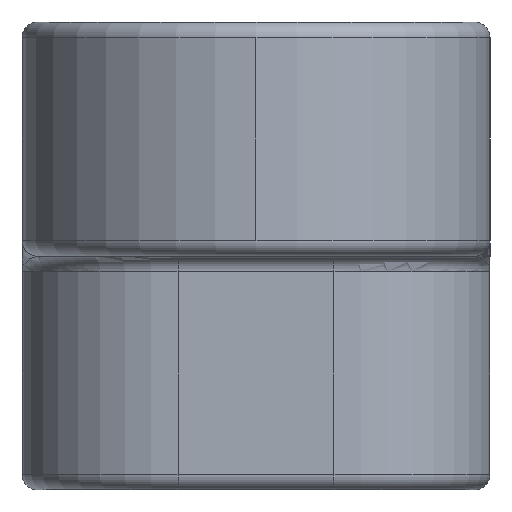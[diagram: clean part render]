
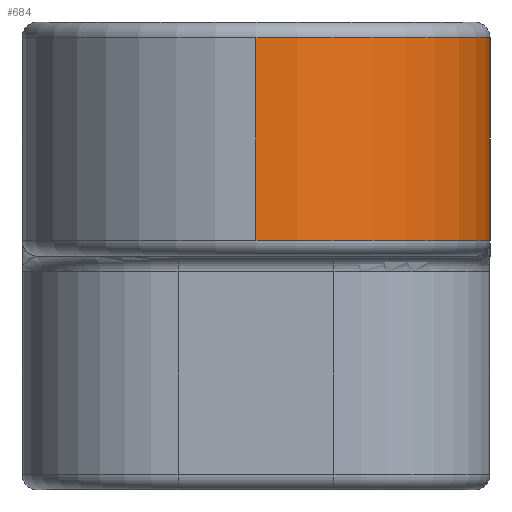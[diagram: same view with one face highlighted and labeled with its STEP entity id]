
A CAD part, left-side view. The second image highlights one B-rep face of the part: STEP entity #684.
In plain terms, the highlighted cylindrical face has radius 30 mm (diameter 60 mm), a partial arc.
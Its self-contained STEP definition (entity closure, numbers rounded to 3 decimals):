
#30 = EDGE_CURVE ( 'NONE', #535, #884, #723, .T. ) ;
#36 = VERTEX_POINT ( 'NONE', #1066 ) ;
#42 = EDGE_CURVE ( 'NONE', #535, #304, #771, .T. ) ;
#99 = CARTESIAN_POINT ( 'NONE',  ( -150., -30., 58. ) ) ;
#110 = VECTOR ( 'NONE', #791, 1000. ) ;
#120 = CARTESIAN_POINT ( 'NONE',  ( -180., 0., 60. ) ) ;
#176 = DIRECTION ( 'NONE',  ( 0., 0., -1. ) ) ;
#221 = ORIENTED_EDGE ( 'NONE', *, *, #996, .T. ) ;
#257 = EDGE_LOOP ( 'NONE', ( #1358, #221, #389, #377 ) ) ;
#304 = VERTEX_POINT ( 'NONE', #408 ) ;
#377 = ORIENTED_EDGE ( 'NONE', *, *, #42, .F. ) ;
#389 = ORIENTED_EDGE ( 'NONE', *, *, #1111, .T. ) ;
#408 = CARTESIAN_POINT ( 'NONE',  ( -150., -30., 32. ) ) ;
#416 = VECTOR ( 'NONE', #1374, 1000. ) ;
#430 = CARTESIAN_POINT ( 'NONE',  ( -150., 0., 60. ) ) ;
#431 = CIRCLE ( 'NONE', #1275, 30. ) ;
#473 = DIRECTION ( 'NONE',  ( 0., 0., 1. ) ) ;
#490 = DIRECTION ( 'NONE',  ( 1., 0., 0. ) ) ;
#535 = VERTEX_POINT ( 'NONE', #99 ) ;
#656 = LINE ( 'NONE', #120, #110 ) ;
#684 = ADVANCED_FACE ( 'NONE', ( #760 ), #1501, .T. ) ;
#723 = CIRCLE ( 'NONE', #1391, 30. ) ;
#760 = FACE_OUTER_BOUND ( 'NONE', #257, .T. ) ;
#763 = CARTESIAN_POINT ( 'NONE',  ( -180., 0., 58. ) ) ;
#771 = LINE ( 'NONE', #885, #416 ) ;
#791 = DIRECTION ( 'NONE',  ( 0., 0., -1. ) ) ;
#793 = CARTESIAN_POINT ( 'NONE',  ( -150., 0., 58. ) ) ;
#809 = DIRECTION ( 'NONE',  ( 1., 0., 0. ) ) ;
#834 = DIRECTION ( 'NONE',  ( -1., 0., 0. ) ) ;
#884 = VERTEX_POINT ( 'NONE', #763 ) ;
#885 = CARTESIAN_POINT ( 'NONE',  ( -150., -30., 60. ) ) ;
#898 = CARTESIAN_POINT ( 'NONE',  ( -150., 0., 32. ) ) ;
#996 = EDGE_CURVE ( 'NONE', #884, #36, #656, .T. ) ;
#1066 = CARTESIAN_POINT ( 'NONE',  ( -180., 0., 32. ) ) ;
#1111 = EDGE_CURVE ( 'NONE', #36, #304, #431, .T. ) ;
#1131 = AXIS2_PLACEMENT_3D ( 'NONE', #430, #1481, #834 ) ;
#1275 = AXIS2_PLACEMENT_3D ( 'NONE', #898, #473, #490 ) ;
#1358 = ORIENTED_EDGE ( 'NONE', *, *, #30, .T. ) ;
#1374 = DIRECTION ( 'NONE',  ( 0., 0., -1. ) ) ;
#1391 = AXIS2_PLACEMENT_3D ( 'NONE', #793, #176, #809 ) ;
#1481 = DIRECTION ( 'NONE',  ( 0., 0., -1. ) ) ;
#1501 = CYLINDRICAL_SURFACE ( 'NONE', #1131, 30. ) ;
